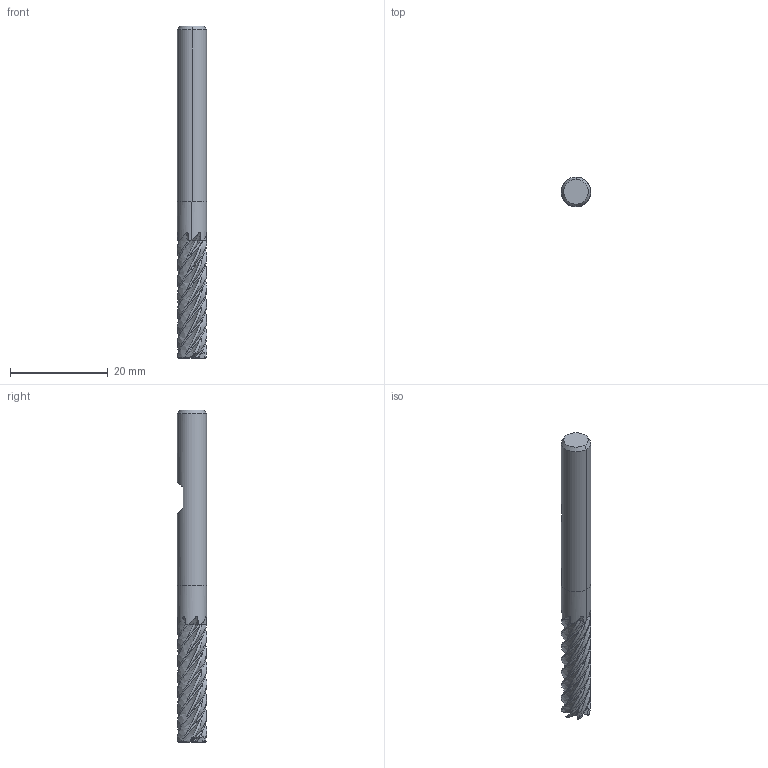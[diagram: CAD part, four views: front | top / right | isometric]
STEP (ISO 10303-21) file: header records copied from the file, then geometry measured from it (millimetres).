
FILE_DESCRIPTION(('no description'),'unknown implementation level');
FILE_NAME('EXPK1-M03-0224-6-Detail.stp',' ',('CIMSOURCE GmbH'),('CADClick - KiM GmbH - www.kimweb.de'),'unknown preprocess','ACIS','unknown authorization');
FILE_SCHEMA(('automotive_design'));
Length unit declared in the file: millimetre
Products named in the file (2): NOCUT; CUT
Bounding box: 6 x 6 x 68 mm (x, y, z)
Volume: 1630 mm3; surface area: 2007.8 mm2
Topology: 2 solids, 2 shells, 211 faces, 617 edges, 410 vertices
Faces by surface type: plane 84, bspline 56, revolution 28, cone 26, cylinder 10, torus 7
Entity records: 34420 total; most frequent: CARTESIAN_POINT 22558, STYLED_ITEM 1240, PRESENTATION_STYLE_ASSIGNMENT 1240, COLOUR_RGB 1240, ORIENTED_EDGE 1234, DIRECTION 782, EDGE_CURVE 617, CURVE_STYLE 617
